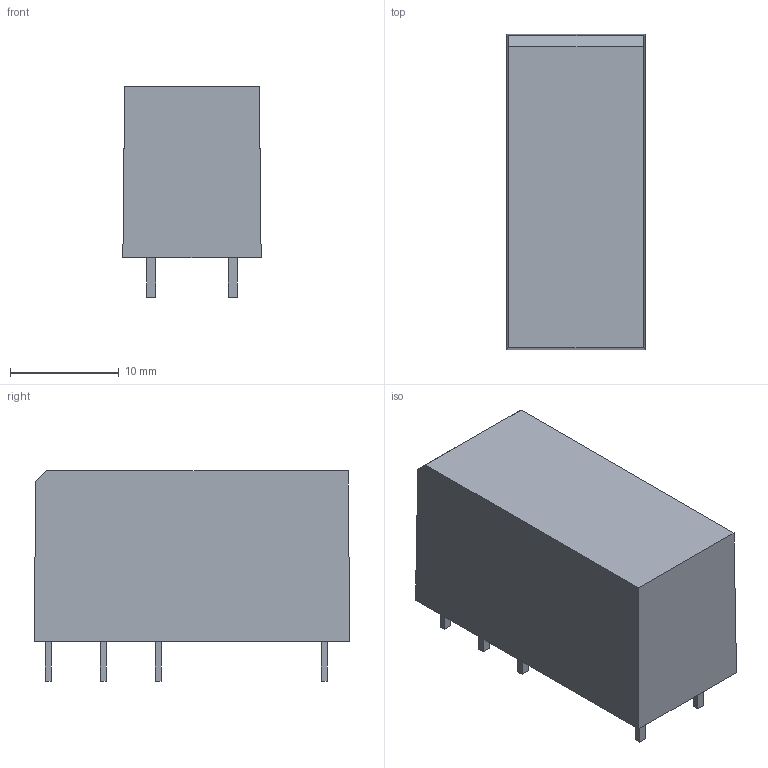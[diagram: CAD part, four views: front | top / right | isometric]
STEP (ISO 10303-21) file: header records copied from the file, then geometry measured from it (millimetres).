
FILE_DESCRIPTION(('CATIA V5 STEP Exchange','CAx-IF Rec.Pracs.--- Model Styling and Organization---1.4--- 2014-01-23'),'2;1');
FILE_NAME ('6326243_4', '2024-02-27T12:01:35+00:00', ('none'), ('Weidmueller'), 'CATIA Version 5-6 Release 2016 SP3 HF44', 'CATIA V5 STEP AP214', 'none');
FILE_SCHEMA(('AUTOMOTIVE_DESIGN { 1 0 10303 214 1 1 1 1 }'));
Length unit declared in the file: millimetre
Products named in the file (1): S3D_RCL_XXX
Bounding box: 12.7 x 29 x 19.3 mm (x, y, z)
Volume: 5682.2 mm3; surface area: 2093.8 mm2
Topology: 1 solids, 1 shells, 47 faces, 127 edges, 90 vertices
Faces by surface type: plane 47
Entity records: 1552 total; most frequent: CARTESIAN_POINT 265, ORIENTED_EDGE 254, DIRECTION 221, VECTOR 127, EDGE_CURVE 127, LINE 127, VERTEX_POINT 90, EDGE_LOOP 55
